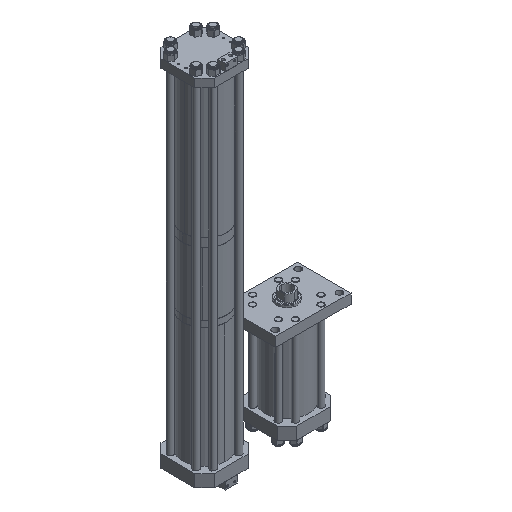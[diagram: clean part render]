
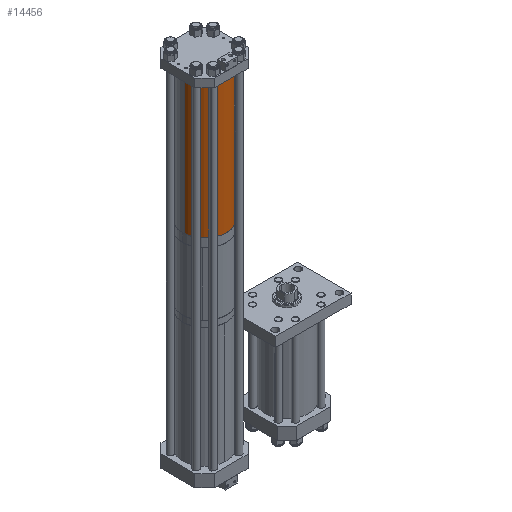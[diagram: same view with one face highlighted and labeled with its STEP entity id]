
A CAD part, isometric view. The second image highlights one B-rep face of the part: STEP entity #14456.
In plain terms, the highlighted cylindrical face has radius 114.3 mm (diameter 228.6 mm), a partial arc.
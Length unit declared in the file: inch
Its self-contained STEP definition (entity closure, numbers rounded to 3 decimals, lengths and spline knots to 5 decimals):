
#969 = DIRECTION ( 'NONE',  ( 0., 0., -1. ) ) ;
#1093 = EDGE_CURVE ( 'NONE', #15382, #10882, #13689, .T. ) ;
#1514 = VERTEX_POINT ( 'NONE', #8608 ) ;
#1986 = CARTESIAN_POINT ( 'NONE',  ( 4.5, 0., 28.17 ) ) ;
#2321 = AXIS2_PLACEMENT_3D ( 'NONE', #12085, #17309, #9037 ) ;
#2739 = ORIENTED_EDGE ( 'NONE', *, *, #17520, .F. ) ;
#3555 = LINE ( 'NONE', #11790, #15678 ) ;
#5048 = DIRECTION ( 'NONE',  ( -1., 0., 0. ) ) ;
#5094 = ORIENTED_EDGE ( 'NONE', *, *, #1093, .F. ) ;
#5390 = DIRECTION ( 'NONE',  ( 0., 0., 1. ) ) ;
#5828 = EDGE_CURVE ( 'NONE', #15382, #1514, #9446, .T. ) ;
#6392 = EDGE_CURVE ( 'NONE', #1514, #6781, #14402, .T. ) ;
#6488 = ORIENTED_EDGE ( 'NONE', *, *, #5828, .T. ) ;
#6781 = VERTEX_POINT ( 'NONE', #17019 ) ;
#7949 = CARTESIAN_POINT ( 'NONE',  ( 4.5, 0., 28.17 ) ) ;
#8462 = EDGE_LOOP ( 'NONE', ( #5094, #6488, #10303, #2739 ) ) ;
#8608 = CARTESIAN_POINT ( 'NONE',  ( 4.5, 0., 0. ) ) ;
#9037 = DIRECTION ( 'NONE',  ( 1., 0., 0. ) ) ;
#9446 = LINE ( 'NONE', #7949, #11401 ) ;
#9697 = CARTESIAN_POINT ( 'NONE',  ( 0., 0., 28.17 ) ) ;
#10303 = ORIENTED_EDGE ( 'NONE', *, *, #6392, .T. ) ;
#10563 = CARTESIAN_POINT ( 'NONE',  ( -4.5, 0., 28.17 ) ) ;
#10882 = VERTEX_POINT ( 'NONE', #10563 ) ;
#11401 = VECTOR ( 'NONE', #12214, 39.37008 ) ;
#11790 = CARTESIAN_POINT ( 'NONE',  ( -4.5, 0., 28.17 ) ) ;
#12085 = CARTESIAN_POINT ( 'NONE',  ( 0., 0., 0. ) ) ;
#12214 = DIRECTION ( 'NONE',  ( 0., 0., -1. ) ) ;
#12331 = DIRECTION ( 'NONE',  ( 1., 0., 0. ) ) ;
#12356 = CYLINDRICAL_SURFACE ( 'NONE', #13098, 4.5 ) ;
#13098 = AXIS2_PLACEMENT_3D ( 'NONE', #16238, #969, #5048 ) ;
#13689 = CIRCLE ( 'NONE', #17457, 4.5 ) ;
#14402 = CIRCLE ( 'NONE', #2321, 4.5 ) ;
#14456 = ADVANCED_FACE ( 'NONE', ( #15552 ), #12356, .T. ) ;
#15382 = VERTEX_POINT ( 'NONE', #1986 ) ;
#15552 = FACE_OUTER_BOUND ( 'NONE', #8462, .T. ) ;
#15678 = VECTOR ( 'NONE', #17567, 39.37008 ) ;
#16238 = CARTESIAN_POINT ( 'NONE',  ( 0., 0., 28.17 ) ) ;
#17019 = CARTESIAN_POINT ( 'NONE',  ( -4.5, 0., 0. ) ) ;
#17309 = DIRECTION ( 'NONE',  ( 0., 0., 1. ) ) ;
#17457 = AXIS2_PLACEMENT_3D ( 'NONE', #9697, #5390, #12331 ) ;
#17520 = EDGE_CURVE ( 'NONE', #10882, #6781, #3555, .T. ) ;
#17567 = DIRECTION ( 'NONE',  ( 0., 0., -1. ) ) ;
